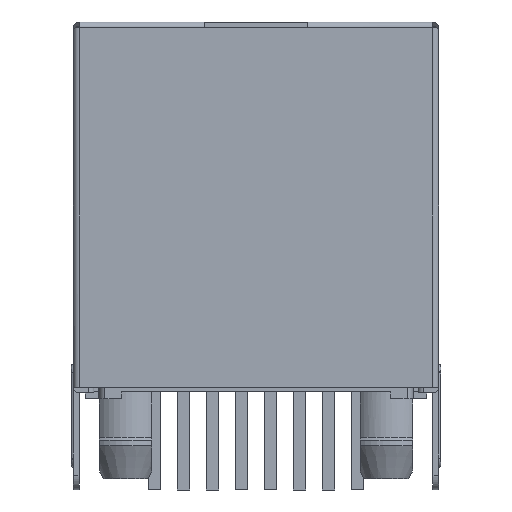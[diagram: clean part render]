
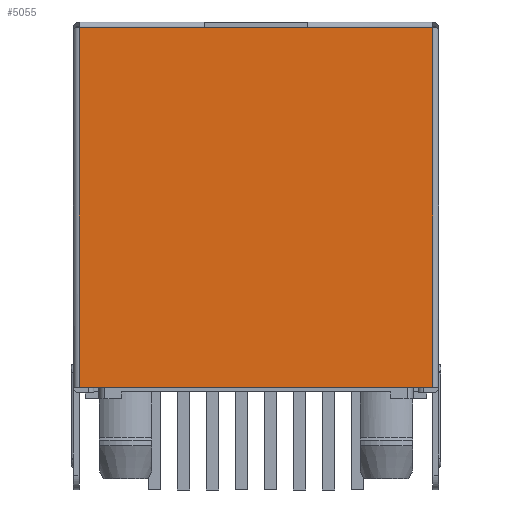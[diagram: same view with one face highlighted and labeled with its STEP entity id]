
A CAD part, front view. The second image highlights one B-rep face of the part: STEP entity #5055.
In plain terms, the highlighted planar face has unit normal (0, -1, 0).
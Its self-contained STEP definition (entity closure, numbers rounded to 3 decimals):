
#5019=AXIS2_PLACEMENT_3D('Plane Axis2P3D',#5016,#5017,#5018) ;
#1505=CARTESIAN_POINT('Vertex',(15.35,-12.9,4.79)) ;
#1508=CARTESIAN_POINT('Line Origine',(7.6,-12.9,4.79)) ;
#1512=CARTESIAN_POINT('Vertex',(-0.15,-12.9,4.79)) ;
#4936=CARTESIAN_POINT('Vertex',(-0.15,-12.9,20.54)) ;
#5003=CARTESIAN_POINT('Line Origine',(-0.15,-12.9,47.579)) ;
#5016=CARTESIAN_POINT('Axis2P3D Location',(7.6,-12.9,12.94)) ;
#5021=CARTESIAN_POINT('Line Origine',(12.6,-12.9,20.54)) ;
#5025=CARTESIAN_POINT('Vertex',(15.35,-12.9,20.54)) ;
#5027=CARTESIAN_POINT('Vertex',(9.85,-12.9,20.54)) ;
#5030=CARTESIAN_POINT('Line Origine',(7.6,-12.9,20.54)) ;
#5034=CARTESIAN_POINT('Vertex',(5.35,-12.9,20.54)) ;
#5037=CARTESIAN_POINT('Line Origine',(2.6,-12.9,20.54)) ;
#5042=CARTESIAN_POINT('Line Origine',(15.35,-12.9,12.665)) ;
#1509=DIRECTION('Vector Direction',(-1.,0.,0.)) ;
#5004=DIRECTION('Vector Direction',(0.,0.,-1.)) ;
#5017=DIRECTION('Axis2P3D Direction',(-0.,1.,0.)) ;
#5018=DIRECTION('Axis2P3D XDirection',(1.,0.,0.)) ;
#5022=DIRECTION('Vector Direction',(-1.,0.,0.)) ;
#5031=DIRECTION('Vector Direction',(1.,0.,0.)) ;
#5038=DIRECTION('Vector Direction',(1.,0.,0.)) ;
#5043=DIRECTION('Vector Direction',(0.,0.,-1.)) ;
#1510=VECTOR('Line Direction',#1509,1.) ;
#5005=VECTOR('Line Direction',#5004,1.) ;
#5023=VECTOR('Line Direction',#5022,1.) ;
#5032=VECTOR('Line Direction',#5031,1.) ;
#5039=VECTOR('Line Direction',#5038,1.) ;
#5044=VECTOR('Line Direction',#5043,1.) ;
#5048=ORIENTED_EDGE('',*,*,#5029,.T.) ;
#5049=ORIENTED_EDGE('',*,*,#5036,.F.) ;
#5050=ORIENTED_EDGE('',*,*,#5041,.F.) ;
#5051=ORIENTED_EDGE('',*,*,#5007,.T.) ;
#5052=ORIENTED_EDGE('',*,*,#1514,.F.) ;
#5053=ORIENTED_EDGE('',*,*,#5046,.F.) ;
#5055=ADVANCED_FACE('BREP_WITH_VOIDS #13011',(#5054),#5020,.F.) ;
#1514=EDGE_CURVE('',#1506,#1513,#1511,.T.) ;
#5007=EDGE_CURVE('',#4937,#1513,#5006,.T.) ;
#5029=EDGE_CURVE('',#5026,#5028,#5024,.T.) ;
#5036=EDGE_CURVE('',#5035,#5028,#5033,.T.) ;
#5041=EDGE_CURVE('',#4937,#5035,#5040,.T.) ;
#5046=EDGE_CURVE('',#5026,#1506,#5045,.T.) ;
#5047=EDGE_LOOP('',(#5048,#5049,#5050,#5051,#5052,#5053)) ;
#5054=FACE_OUTER_BOUND('',#5047,.T.) ;
#1511=LINE('Line',#1508,#1510) ;
#5006=LINE('Line',#5003,#5005) ;
#5024=LINE('Line',#5021,#5023) ;
#5033=LINE('Line',#5030,#5032) ;
#5040=LINE('Line',#5037,#5039) ;
#5045=LINE('Line',#5042,#5044) ;
#5020=PLANE('',#5019) ;
#1506=VERTEX_POINT('',#1505) ;
#1513=VERTEX_POINT('',#1512) ;
#4937=VERTEX_POINT('',#4936) ;
#5026=VERTEX_POINT('',#5025) ;
#5028=VERTEX_POINT('',#5027) ;
#5035=VERTEX_POINT('',#5034) ;
